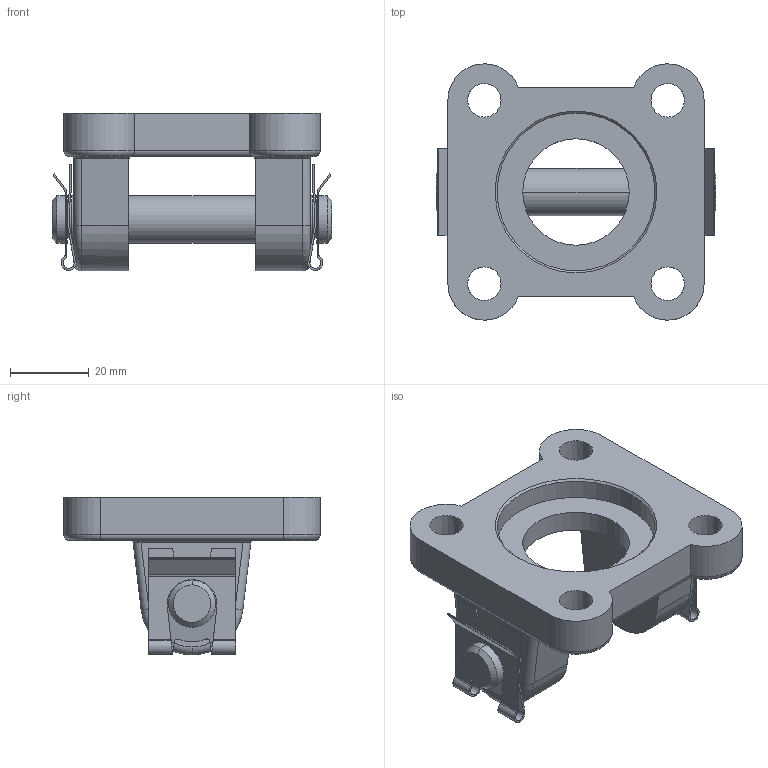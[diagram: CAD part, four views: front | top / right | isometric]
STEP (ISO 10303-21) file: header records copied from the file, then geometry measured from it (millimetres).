
FILE_DESCRIPTION (( 'STEP AP214' ), '1' );
FILE_NAME ('50 EB-SF.STEP', '2010-08-09T07:25:08', ( '' ), ( '' ), 'SwSTEP 2.0', 'SolidWorks 2010', '' );
FILE_SCHEMA (( 'AUTOMOTIVE_DESIGN' ));
Length unit declared in the file: millimetre
Products named in the file (4): 50  SWIVEL  FLANGE; 50  EB  P軲輄Varsay齦an; 50  KLÝPS; 50  EB-SF
Assembly tree (4 placements, depth 2):
  50  EB-SF
    50  EB  P軲輄Varsay齦an
    50  SWIVEL  FLANGE
    50  KLÝPS  x2
Bounding box: 71 x 65 x 40 mm (x, y, z)
Volume: 53685.4 mm3; surface area: 21621.5 mm2
Topology: 4 solids, 4 shells, 223 faces, 606 edges, 394 vertices
Faces by surface type: plane 107, cylinder 87, cone 18, torus 7, bspline 4
Entity records: 5165 total; most frequent: CARTESIAN_POINT 1144, ORIENTED_EDGE 816, DIRECTION 811, EDGE_CURVE 408, AXIS2_PLACEMENT_3D 289, VERTEX_POINT 262, VECTOR 233, LINE 233
